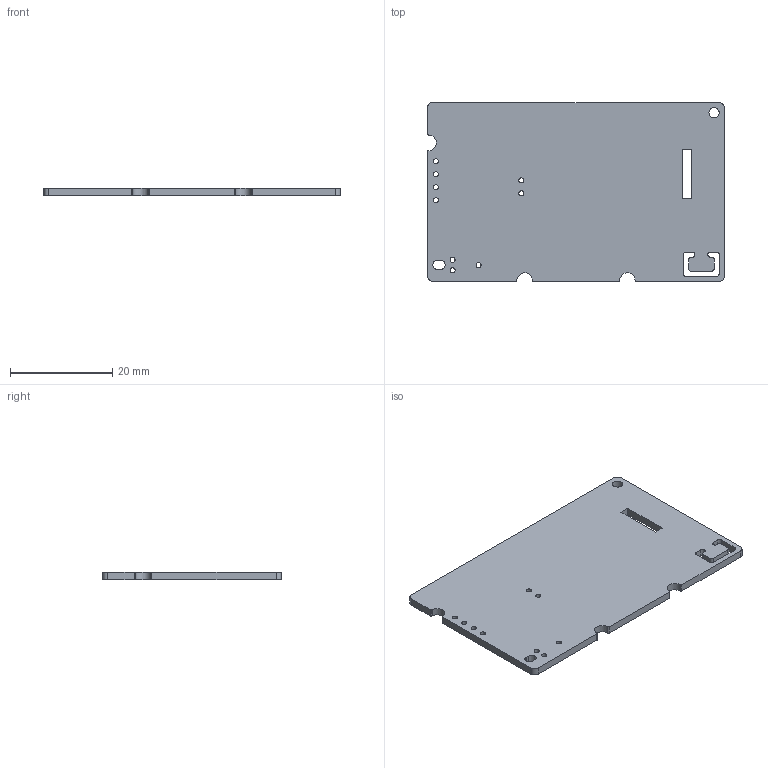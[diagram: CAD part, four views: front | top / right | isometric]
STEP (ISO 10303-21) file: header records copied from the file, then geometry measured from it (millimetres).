
FILE_DESCRIPTION(('KiCad electronic assembly'),'2;1');
FILE_NAME('nRF54L_ePaper.step','2024-10-15T12:14:51',('Pcbnew'),('Kicad' ),'Open CASCADE STEP processor 7.6','KiCad to STEP converter', 'Unknown');
FILE_SCHEMA(('AUTOMOTIVE_DESIGN { 1 0 10303 214 1 1 1 1 }'));
Length unit declared in the file: millimetre
Products named in the file (2): nRF54L_ePaper 1; nRF54L_ePaper_PCB
Assembly tree (1 placements, depth 2):
  nRF54L_ePaper 1
    nRF54L_ePaper_PCB
Bounding box: 58 x 35 x 1.51 mm (x, y, z)
Volume: 2971.6 mm3; surface area: 4370.4 mm2
Topology: 1 solids, 1 shells, 86 faces, 252 edges, 168 vertices
Faces by surface type: plane 49, cylinder 37
Full cylindrical faces by diameter (mm): 0.991 x3, 1 x6, 2 x1
Entity records: 2959 total; most frequent: CARTESIAN_POINT 508, ORIENTED_EDGE 504, DIRECTION 502, EDGE_CURVE 252, LINE 178, VECTOR 178, VERTEX_POINT 168, AXIS2_PLACEMENT_3D 162
